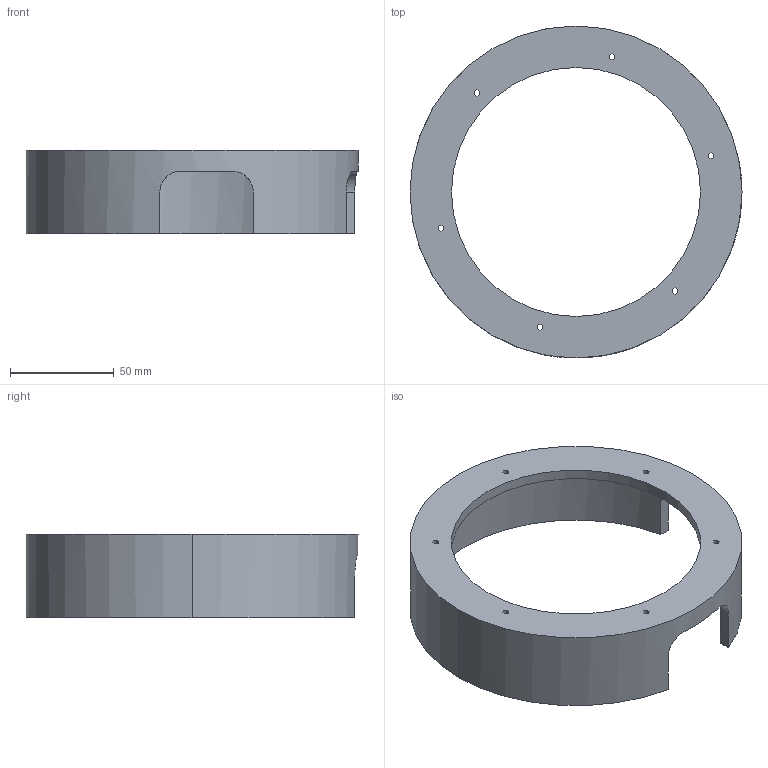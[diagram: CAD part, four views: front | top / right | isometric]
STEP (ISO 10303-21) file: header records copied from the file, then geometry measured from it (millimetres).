
FILE_DESCRIPTION (( 'STEP AP214' ), '1' );
FILE_NAME ('waist_frame_ver3_copy2.STEP', '2024-12-29T13:52:43', ( '' ), ( '' ), 'SwSTEP 2.0', 'SolidWorks 2024', '' );
FILE_SCHEMA (( 'AUTOMOTIVE_DESIGN' ));
Length unit declared in the file: millimetre
Products named in the file (1): waist_frame_ver3_copy2
Bounding box: 160 x 160 x 40 mm (x, y, z)
Volume: 116643 mm3; surface area: 50934.3 mm2
Topology: 1 solids, 1 shells, 58 faces, 166 edges, 110 vertices
Faces by surface type: plane 46, cylinder 10, cone 2
Entity records: 2101 total; most frequent: CARTESIAN_POINT 525, ORIENTED_EDGE 332, DIRECTION 298, EDGE_CURVE 166, LINE 136, VECTOR 136, VERTEX_POINT 110, AXIS2_PLACEMENT_3D 81
